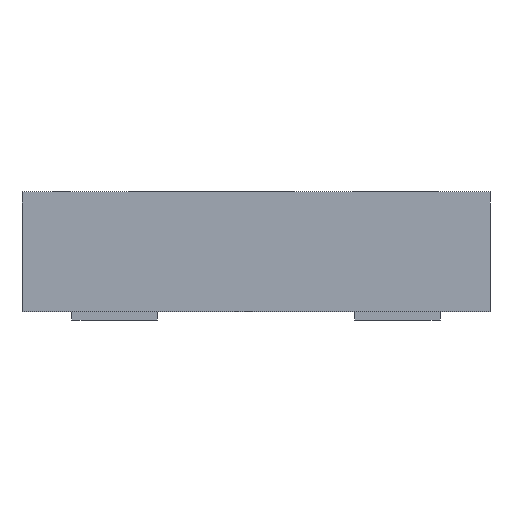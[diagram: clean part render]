
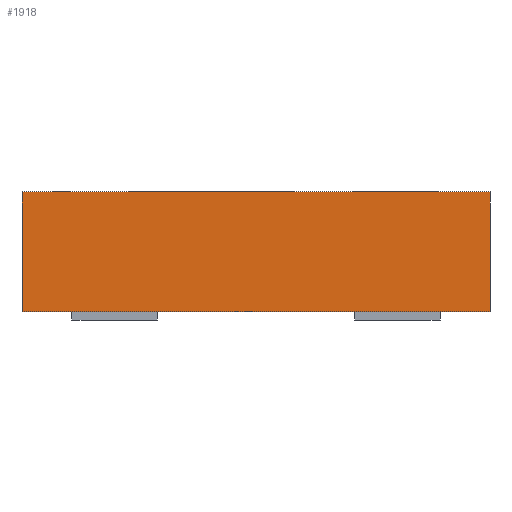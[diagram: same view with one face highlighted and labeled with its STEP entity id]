
A CAD part, front view. The second image highlights one B-rep face of the part: STEP entity #1918.
In plain terms, the highlighted planar face has unit normal (0, -1, 0).
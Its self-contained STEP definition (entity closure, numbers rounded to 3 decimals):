
#465 = EDGE_CURVE('',#466,#468,#470,.T.);
#466 = VERTEX_POINT('',#467);
#467 = CARTESIAN_POINT('',(-2.74,-2.84,1.5));
#468 = VERTEX_POINT('',#469);
#469 = CARTESIAN_POINT('',(2.74,-2.84,1.5));
#470 = LINE('',#471,#472);
#471 = CARTESIAN_POINT('',(2.74,-2.84,1.5));
#472 = VECTOR('',#473,1.);
#473 = DIRECTION('',(1.,0.,0.));
#1900 = EDGE_CURVE('',#1901,#468,#1903,.T.);
#1901 = VERTEX_POINT('',#1902);
#1902 = CARTESIAN_POINT('',(2.74,-2.84,0.1));
#1903 = LINE('',#1904,#1905);
#1904 = CARTESIAN_POINT('',(2.74,-2.84,1.5));
#1905 = VECTOR('',#1906,1.);
#1906 = DIRECTION('',(0.,0.,1.));
#1918 = ADVANCED_FACE('',(#1919),#1937,.F.);
#1919 = FACE_BOUND('',#1920,.T.);
#1920 = EDGE_LOOP('',(#1921,#1922,#1923,#1931));
#1921 = ORIENTED_EDGE('',*,*,#1900,.T.);
#1922 = ORIENTED_EDGE('',*,*,#465,.F.);
#1923 = ORIENTED_EDGE('',*,*,#1924,.F.);
#1924 = EDGE_CURVE('',#1925,#466,#1927,.T.);
#1925 = VERTEX_POINT('',#1926);
#1926 = CARTESIAN_POINT('',(-2.74,-2.84,0.1));
#1927 = LINE('',#1928,#1929);
#1928 = CARTESIAN_POINT('',(-2.74,-2.84,1.5));
#1929 = VECTOR('',#1930,1.);
#1930 = DIRECTION('',(0.,0.,1.));
#1931 = ORIENTED_EDGE('',*,*,#1932,.F.);
#1932 = EDGE_CURVE('',#1901,#1925,#1933,.T.);
#1933 = LINE('',#1934,#1935);
#1934 = CARTESIAN_POINT('',(-2.74,-2.84,0.1));
#1935 = VECTOR('',#1936,1.);
#1936 = DIRECTION('',(-1.,0.,0.));
#1937 = PLANE('',#1938);
#1938 = AXIS2_PLACEMENT_3D('',#1939,#1940,#1941);
#1939 = CARTESIAN_POINT('',(-2.74,-2.84,1.5));
#1940 = DIRECTION('',(0.,1.,0.));
#1941 = DIRECTION('',(-1.,0.,0.));
